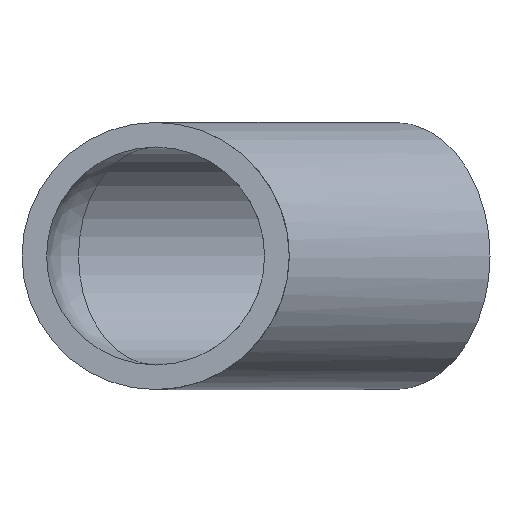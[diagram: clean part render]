
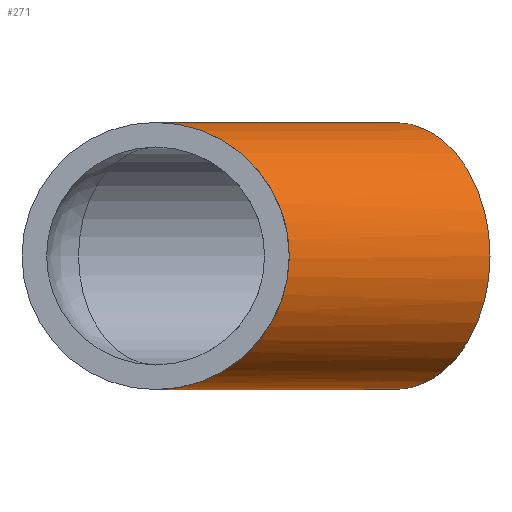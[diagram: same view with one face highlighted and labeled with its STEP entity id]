
A CAD part, left-side view. The second image highlights one B-rep face of the part: STEP entity #271.
In plain terms, the highlighted cylindrical face has radius 31.5 mm (diameter 63 mm), a full revolution.
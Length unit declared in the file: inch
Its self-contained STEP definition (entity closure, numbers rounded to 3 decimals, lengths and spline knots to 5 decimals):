
#21 = CARTESIAN_POINT ( 'NONE',  ( 2.12223, -2.48031, -1.24016 ) ) ;
#41 = ORIENTED_EDGE ( 'NONE', *, *, #213, .T. ) ;
#68 = VERTEX_POINT ( 'NONE', #265 ) ;
#71 = DIRECTION ( 'NONE',  ( 0.707, 0.707, 0. ) ) ;
#87 = FACE_OUTER_BOUND ( 'NONE', #190, .T. ) ;
#96 = CARTESIAN_POINT ( 'NONE',  ( 3.14961, 0., 1.24016 ) ) ;
#100 = EDGE_LOOP ( 'NONE', ( #41, #122 ) ) ;
#101 = CARTESIAN_POINT ( 'NONE',  ( 5.37671, -2.22711, 0. ) ) ;
#108 = CARTESIAN_POINT ( 'NONE',  ( 3.14961, 0., 1.24016 ) ) ;
#113 = AXIS2_PLACEMENT_3D ( 'NONE', #205, #258, #238 ) ;
#122 = ORIENTED_EDGE ( 'NONE', *, *, #232, .T. ) ;
#135 = EDGE_CURVE ( 'NONE', #287, #287, #161, .T. ) ;
#136 = FACE_OUTER_BOUND ( 'NONE', #100, .T. ) ;
#161 = CIRCLE ( 'NONE', #236, 1.24016 ) ;
#167 =( BOUNDED_CURVE ( )  B_SPLINE_CURVE ( 3, ( #96, #203, #21, #290 ),
 .UNSPECIFIED., .F., .F. ) 
 B_SPLINE_CURVE_WITH_KNOTS ( ( 4, 4 ),
 ( 1.5708, 4.71239 ),
 .UNSPECIFIED. ) 
 CURVE ( )  GEOMETRIC_REPRESENTATION_ITEM ( )  RATIONAL_B_SPLINE_CURVE ( ( 1., 0.333, 0.333, 1. ) ) 
 REPRESENTATION_ITEM ( '' )  );
#183 = DIRECTION ( 'NONE',  ( -0.707, 0.707, 0. ) ) ;
#190 = EDGE_LOOP ( 'NONE', ( #227 ) ) ;
#191 = VERTEX_POINT ( 'NONE', #108 ) ;
#203 = CARTESIAN_POINT ( 'NONE',  ( 2.12223, -2.48031, 1.24016 ) ) ;
#205 = CARTESIAN_POINT ( 'NONE',  ( 4.26316, -1.11355, 0. ) ) ;
#208 = CIRCLE ( 'NONE', #226, 1.24016 ) ;
#213 = EDGE_CURVE ( 'NONE', #191, #68, #167, .T. ) ;
#216 = CYLINDRICAL_SURFACE ( 'NONE', #113, 1.24016 ) ;
#226 = AXIS2_PLACEMENT_3D ( 'NONE', #248, #296, #284 ) ;
#227 = ORIENTED_EDGE ( 'NONE', *, *, #135, .T. ) ;
#232 = EDGE_CURVE ( 'NONE', #68, #191, #208, .T. ) ;
#236 = AXIS2_PLACEMENT_3D ( 'NONE', #101, #183, #71 ) ;
#238 = DIRECTION ( 'NONE',  ( 0.707, 0.707, 0. ) ) ;
#247 = CARTESIAN_POINT ( 'NONE',  ( 6.25364, -1.35018, 0. ) ) ;
#248 = CARTESIAN_POINT ( 'NONE',  ( 3.14961, 0., 0. ) ) ;
#258 = DIRECTION ( 'NONE',  ( 0.707, -0.707, 0. ) ) ;
#265 = CARTESIAN_POINT ( 'NONE',  ( 3.14961, 0., -1.24016 ) ) ;
#271 = ADVANCED_FACE ( 'NONE', ( #87, #136 ), #216, .T. ) ;
#284 = DIRECTION ( 'NONE',  ( 0.707, 0.707, 0. ) ) ;
#287 = VERTEX_POINT ( 'NONE', #247 ) ;
#290 = CARTESIAN_POINT ( 'NONE',  ( 3.14961, 0., -1.24016 ) ) ;
#296 = DIRECTION ( 'NONE',  ( 0.707, -0.707, 0. ) ) ;
